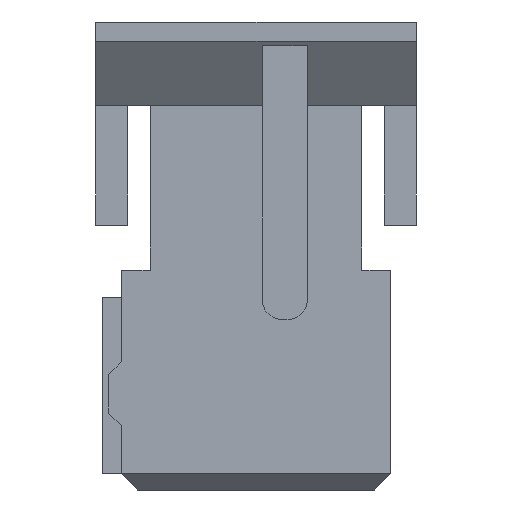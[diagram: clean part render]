
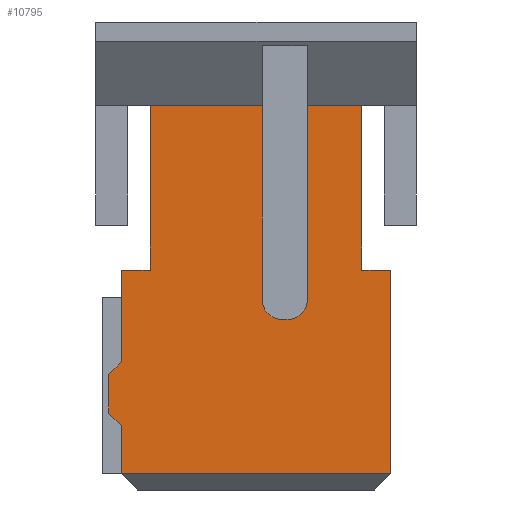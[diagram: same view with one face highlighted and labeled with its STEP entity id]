
A CAD part, left-side view. The second image highlights one B-rep face of the part: STEP entity #10795.
In plain terms, the highlighted planar face has unit normal (-1, 0, 0).
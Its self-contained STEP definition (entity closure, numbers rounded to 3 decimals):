
#949=DIRECTION('',(0.,0.,1.));
#950=VECTOR('',#949,3.18);
#951=CARTESIAN_POINT('',(-10.2,-2.1,0.25));
#952=LINE('',#951,#950);
#1881=CARTESIAN_POINT('',(-10.2,-0.5,2.96));
#1882=DIRECTION('',(1.,0.,0.));
#1883=DIRECTION('',(0.,-1.,0.));
#1884=AXIS2_PLACEMENT_3D('',#1881,#1882,#1883);
#1894=CARTESIAN_POINT('',(-10.2,-0.4,2.96));
#1895=DIRECTION('',(1.,0.,0.));
#1896=DIRECTION('',(0.,0.,-1.));
#1897=AXIS2_PLACEMENT_3D('',#1894,#1895,#1896);
#1899=DIRECTION('',(0.,1.,0.));
#1900=VECTOR('',#1899,4.2);
#1901=CARTESIAN_POINT('',(-10.2,-2.1,0.25));
#1902=LINE('',#1901,#1900);
#1903=DIRECTION('',(0.,0.,1.));
#1904=VECTOR('',#1903,0.75);
#1905=CARTESIAN_POINT('',(-10.2,2.1,0.25));
#1906=LINE('',#1905,#1904);
#1907=DIRECTION('',(0.,-0.707,-0.707));
#1908=VECTOR('',#1907,0.283);
#1909=CARTESIAN_POINT('',(-10.2,2.3,1.2));
#1910=LINE('',#1909,#1908);
#1911=DIRECTION('',(0.,0.707,-0.707));
#1912=VECTOR('',#1911,0.283);
#1913=CARTESIAN_POINT('',(-10.2,2.1,2.));
#1914=LINE('',#1913,#1912);
#1915=DIRECTION('',(0.,0.,1.));
#1916=VECTOR('',#1915,1.43);
#1917=CARTESIAN_POINT('',(-10.2,2.1,2.));
#1918=LINE('',#1917,#1916);
#1919=DIRECTION('',(0.,-1.,0.));
#1920=VECTOR('',#1919,0.45);
#1921=CARTESIAN_POINT('',(-10.2,2.1,3.43));
#1922=LINE('',#1921,#1920);
#1923=DIRECTION('',(0.,0.,-1.));
#1924=VECTOR('',#1923,2.57);
#1925=CARTESIAN_POINT('',(-10.2,1.65,6.));
#1926=LINE('',#1925,#1924);
#1927=DIRECTION('',(0.,-1.,0.));
#1928=VECTOR('',#1927,1.75);
#1929=CARTESIAN_POINT('',(-10.2,1.65,6.));
#1930=LINE('',#1929,#1928);
#1931=DIRECTION('',(0.,0.,-1.));
#1932=VECTOR('',#1931,3.04);
#1933=CARTESIAN_POINT('',(-10.2,-0.1,6.));
#1934=LINE('',#1933,#1932);
#1935=DIRECTION('',(0.,-1.,0.));
#1936=VECTOR('',#1935,0.1);
#1937=CARTESIAN_POINT('',(-10.2,-0.4,2.66));
#1938=LINE('',#1937,#1936);
#1939=DIRECTION('',(0.,0.,1.));
#1940=VECTOR('',#1939,3.04);
#1941=CARTESIAN_POINT('',(-10.2,-0.8,2.96));
#1942=LINE('',#1941,#1940);
#1943=DIRECTION('',(0.,-1.,0.));
#1944=VECTOR('',#1943,0.85);
#1945=CARTESIAN_POINT('',(-10.2,-0.8,6.));
#1946=LINE('',#1945,#1944);
#1947=DIRECTION('',(0.,0.,-1.));
#1948=VECTOR('',#1947,2.57);
#1949=CARTESIAN_POINT('',(-10.2,-1.65,6.));
#1950=LINE('',#1949,#1948);
#1951=DIRECTION('',(0.,1.,0.));
#1952=VECTOR('',#1951,0.45);
#1953=CARTESIAN_POINT('',(-10.2,-2.1,3.43));
#1954=LINE('',#1953,#1952);
#2215=DIRECTION('',(0.,0.,1.));
#2216=VECTOR('',#2215,0.6);
#2217=CARTESIAN_POINT('',(-10.2,2.3,1.2));
#2218=LINE('',#2217,#2216);
#6559=CARTESIAN_POINT('',(-10.2,-1.65,6.));
#6560=CARTESIAN_POINT('',(-10.2,-1.65,3.43));
#6561=VERTEX_POINT('',#6559);
#6562=VERTEX_POINT('',#6560);
#6563=CARTESIAN_POINT('',(-10.2,-2.1,3.43));
#6564=VERTEX_POINT('',#6563);
#6597=CARTESIAN_POINT('',(-10.2,1.65,3.43));
#6599=VERTEX_POINT('',#6597);
#6685=CARTESIAN_POINT('',(-10.2,1.65,6.));
#6686=VERTEX_POINT('',#6685);
#6687=CARTESIAN_POINT('',(-10.2,2.1,3.43));
#6688=VERTEX_POINT('',#6687);
#6714=CARTESIAN_POINT('',(-10.2,-0.8,6.));
#6716=VERTEX_POINT('',#6714);
#6718=CARTESIAN_POINT('',(-10.2,-0.1,6.));
#6720=VERTEX_POINT('',#6718);
#6737=CARTESIAN_POINT('',(-10.2,-0.4,2.66));
#6739=VERTEX_POINT('',#6737);
#6741=CARTESIAN_POINT('',(-10.2,-0.1,2.96));
#6743=VERTEX_POINT('',#6741);
#6746=CARTESIAN_POINT('',(-10.2,-0.5,2.66));
#6748=VERTEX_POINT('',#6746);
#6750=CARTESIAN_POINT('',(-10.2,-0.8,2.96));
#6752=VERTEX_POINT('',#6750);
#6803=CARTESIAN_POINT('',(-10.2,2.3,1.2));
#6804=CARTESIAN_POINT('',(-10.2,2.1,1.));
#6805=VERTEX_POINT('',#6803);
#6806=VERTEX_POINT('',#6804);
#6815=CARTESIAN_POINT('',(-10.2,2.1,2.));
#6816=VERTEX_POINT('',#6815);
#6817=CARTESIAN_POINT('',(-10.2,2.3,1.8));
#6818=VERTEX_POINT('',#6817);
#6865=CARTESIAN_POINT('',(-10.2,-2.1,0.25));
#6866=VERTEX_POINT('',#6865);
#6869=CARTESIAN_POINT('',(-10.2,2.1,0.25));
#6870=VERTEX_POINT('',#6869);
#10763=CARTESIAN_POINT('',(-10.2,2.1,0.));
#10764=DIRECTION('',(1.,0.,0.));
#10765=DIRECTION('',(0.,-1.,0.));
#10766=AXIS2_PLACEMENT_3D('',#10763,#10764,#10765);
#10767=PLANE('',#10766);
#10769=ORIENTED_EDGE('',*,*,#10768,.T.);
#10771=ORIENTED_EDGE('',*,*,#10770,.T.);
#10773=ORIENTED_EDGE('',*,*,#10772,.F.);
#10775=ORIENTED_EDGE('',*,*,#10774,.T.);
#10777=ORIENTED_EDGE('',*,*,#10776,.F.);
#10779=ORIENTED_EDGE('',*,*,#10778,.T.);
#10780=ORIENTED_EDGE('',*,*,#9028,.T.);
#10781=ORIENTED_EDGE('',*,*,#8643,.F.);
#10782=ORIENTED_EDGE('',*,*,#10689,.T.);
#10784=ORIENTED_EDGE('',*,*,#10783,.T.);
#10785=ORIENTED_EDGE('',*,*,#10754,.F.);
#10786=ORIENTED_EDGE('',*,*,#10743,.T.);
#10787=ORIENTED_EDGE('',*,*,#10728,.F.);
#10788=ORIENTED_EDGE('',*,*,#10713,.T.);
#10789=ORIENTED_EDGE('',*,*,#10698,.T.);
#10790=ORIENTED_EDGE('',*,*,#10184,.T.);
#10791=ORIENTED_EDGE('',*,*,#10087,.F.);
#10792=ORIENTED_EDGE('',*,*,#9733,.F.);
#10793=EDGE_LOOP('',(#10769,#10771,#10773,#10775,#10777,#10779,#10780,#10781,
#10782,#10784,#10785,#10786,#10787,#10788,#10789,#10790,#10791,#10792));
#10794=FACE_OUTER_BOUND('',#10793,.F.);
#1885=CIRCLE('',#1884,0.3);
#1898=CIRCLE('',#1897,0.3);
#8643=EDGE_CURVE('',#6686,#6599,#1926,.T.);
#9028=EDGE_CURVE('',#6688,#6599,#1922,.T.);
#9733=EDGE_CURVE('',#6866,#6564,#952,.T.);
#10087=EDGE_CURVE('',#6564,#6562,#1954,.T.);
#10184=EDGE_CURVE('',#6561,#6562,#1950,.T.);
#10689=EDGE_CURVE('',#6686,#6720,#1930,.T.);
#10698=EDGE_CURVE('',#6716,#6561,#1946,.T.);
#10713=EDGE_CURVE('',#6752,#6716,#1942,.T.);
#10728=EDGE_CURVE('',#6752,#6748,#1885,.T.);
#10743=EDGE_CURVE('',#6739,#6748,#1938,.T.);
#10754=EDGE_CURVE('',#6739,#6743,#1898,.T.);
#10768=EDGE_CURVE('',#6866,#6870,#1902,.T.);
#10770=EDGE_CURVE('',#6870,#6806,#1906,.T.);
#10772=EDGE_CURVE('',#6805,#6806,#1910,.T.);
#10774=EDGE_CURVE('',#6805,#6818,#2218,.T.);
#10776=EDGE_CURVE('',#6816,#6818,#1914,.T.);
#10778=EDGE_CURVE('',#6816,#6688,#1918,.T.);
#10783=EDGE_CURVE('',#6720,#6743,#1934,.T.);
#10795=ADVANCED_FACE('',(#10794),#10767,.F.);
